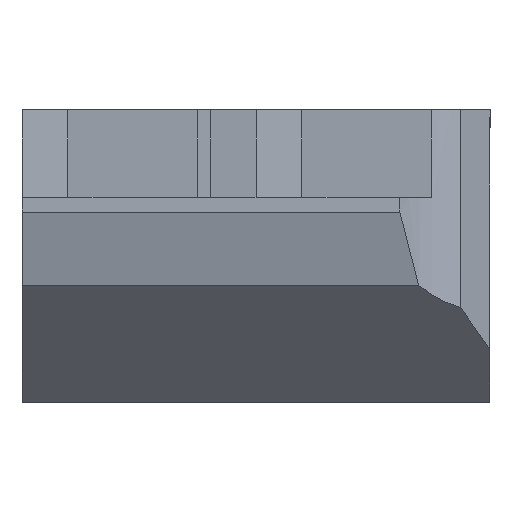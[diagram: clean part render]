
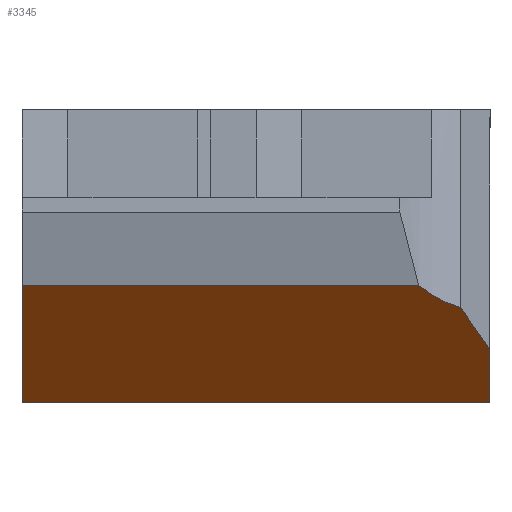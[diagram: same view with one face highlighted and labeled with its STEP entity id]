
A CAD part, left-side view. The second image highlights one B-rep face of the part: STEP entity #3345.
In plain terms, the highlighted planar face has unit normal (-0.707, 0, -0.707).
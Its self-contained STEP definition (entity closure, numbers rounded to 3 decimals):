
#7 = CARTESIAN_POINT ( 'NONE',  ( -98.979, -5.987, -6.351 ) ) ;
#196 = VECTOR ( 'NONE', #1086, 1000. ) ;
#218 = VERTEX_POINT ( 'NONE', #1563 ) ;
#323 = CARTESIAN_POINT ( 'NONE',  ( -99.33, -5.563, -6. ) ) ;
#374 = VECTOR ( 'NONE', #1380, 1000. ) ;
#448 = VERTEX_POINT ( 'NONE', #1093 ) ;
#496 = CARTESIAN_POINT ( 'NONE',  ( -99.33, 135.206, -6. ) ) ;
#545 = LINE ( 'NONE', #1138, #374 ) ;
#562 = ORIENTED_EDGE ( 'NONE', *, *, #566, .T. ) ;
#566 = EDGE_CURVE ( 'NONE', #2667, #939, #2389, .T. ) ;
#571 = EDGE_CURVE ( 'NONE', #3086, #218, #545, .T. ) ;
#626 = FACE_OUTER_BOUND ( 'NONE', #3178, .T. ) ;
#709 = CARTESIAN_POINT ( 'NONE',  ( -95.33, 8., -10. ) ) ;
#921 = CARTESIAN_POINT ( 'NONE',  ( -98.56, -7., -6.77 ) ) ;
#939 = VERTEX_POINT ( 'NONE', #1743 ) ;
#1086 = DIRECTION ( 'NONE',  ( 0., -1., 0. ) ) ;
#1093 = CARTESIAN_POINT ( 'NONE',  ( -99.33, -5.563, -6. ) ) ;
#1138 = CARTESIAN_POINT ( 'NONE',  ( -153.865, 31.725, 48.535 ) ) ;
#1253 = DIRECTION ( 'NONE',  ( 0.707, 0., -0.707 ) ) ;
#1380 = DIRECTION ( 'NONE',  ( 0.634, -0.444, -0.634 ) ) ;
#1447 = DIRECTION ( 'NONE',  ( -0.707, 0., -0.707 ) ) ;
#1563 = CARTESIAN_POINT ( 'NONE',  ( -97.132, -8., -8.198 ) ) ;
#1585 = DIRECTION ( 'NONE',  ( 0., -1., 0. ) ) ;
#1589 = ORIENTED_EDGE ( 'NONE', *, *, #2221, .F. ) ;
#1612 = VERTEX_POINT ( 'NONE', #2516 ) ;
#1619 = VECTOR ( 'NONE', #2550, 1000. ) ;
#1740 = EDGE_CURVE ( 'NONE', #1612, #448, #2133, .T. ) ;
#1743 = CARTESIAN_POINT ( 'NONE',  ( -95.33, -8., -10. ) ) ;
#1838 = EDGE_CURVE ( 'NONE', #448, #3086, #2827, .T. ) ;
#1854 = CARTESIAN_POINT ( 'NONE',  ( -97.665, 8., -7.665 ) ) ;
#1876 = LINE ( 'NONE', #2385, #1955 ) ;
#1955 = VECTOR ( 'NONE', #1253, 1000. ) ;
#2133 = LINE ( 'NONE', #496, #196 ) ;
#2139 = CARTESIAN_POINT ( 'NONE',  ( -98.56, -7., -6.77 ) ) ;
#2153 = EDGE_CURVE ( 'NONE', #2667, #1612, #2970, .T. ) ;
#2176 = AXIS2_PLACEMENT_3D ( 'NONE', #2219, #1447, #2800 ) ;
#2219 = CARTESIAN_POINT ( 'NONE',  ( -99.33, 135.206, -6. ) ) ;
#2221 = EDGE_CURVE ( 'NONE', #218, #939, #1876, .T. ) ;
#2385 = CARTESIAN_POINT ( 'NONE',  ( -97.665, -8., -7.665 ) ) ;
#2389 = LINE ( 'NONE', #2994, #2572 ) ;
#2516 = CARTESIAN_POINT ( 'NONE',  ( -99.33, 8., -6. ) ) ;
#2550 = DIRECTION ( 'NONE',  ( -0.707, 0., 0.707 ) ) ;
#2572 = VECTOR ( 'NONE', #1585, 1000. ) ;
#2624 = ORIENTED_EDGE ( 'NONE', *, *, #1740, .F. ) ;
#2667 = VERTEX_POINT ( 'NONE', #709 ) ;
#2668 = ORIENTED_EDGE ( 'NONE', *, *, #2153, .F. ) ;
#2680 = CARTESIAN_POINT ( 'NONE',  ( -98.718, -6.473, -6.612 ) ) ;
#2800 = DIRECTION ( 'NONE',  ( -0.707, 0., 0.707 ) ) ;
#2827 =( BOUNDED_CURVE ( )  B_SPLINE_CURVE ( 3, ( #323, #7, #2680, #2139 ),
 .UNSPECIFIED., .F., .F. ) 
 B_SPLINE_CURVE_WITH_KNOTS ( ( 4, 4 ),
 ( 5.591, 5.991 ),
 .UNSPECIFIED. ) 
 CURVE ( )  GEOMETRIC_REPRESENTATION_ITEM ( )  RATIONAL_B_SPLINE_CURVE ( ( 1., 0.987, 0.987, 1. ) ) 
 REPRESENTATION_ITEM ( '' )  );
#2911 = ORIENTED_EDGE ( 'NONE', *, *, #1838, .F. ) ;
#2959 = ORIENTED_EDGE ( 'NONE', *, *, #571, .F. ) ;
#2970 = LINE ( 'NONE', #1854, #1619 ) ;
#2987 = PLANE ( 'NONE',  #2176 ) ;
#2994 = CARTESIAN_POINT ( 'NONE',  ( -95.33, 135.206, -10. ) ) ;
#3086 = VERTEX_POINT ( 'NONE', #921 ) ;
#3178 = EDGE_LOOP ( 'NONE', ( #2668, #562, #1589, #2959, #2911, #2624 ) ) ;
#3345 = ADVANCED_FACE ( 'NONE', ( #626 ), #2987, .T. ) ;
